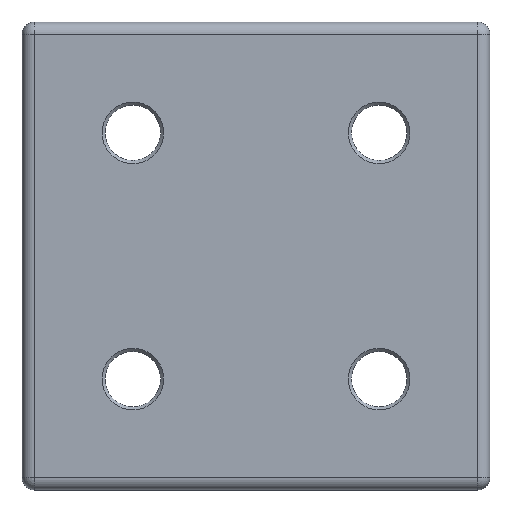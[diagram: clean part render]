
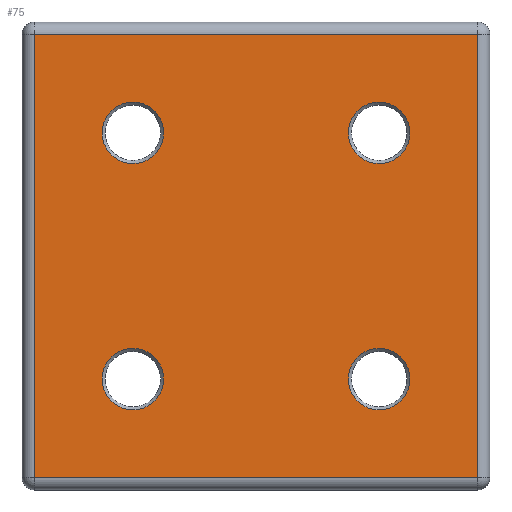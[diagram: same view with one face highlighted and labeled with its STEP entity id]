
A CAD part, top view. The second image highlights one B-rep face of the part: STEP entity #75.
In plain terms, the highlighted planar face has unit normal (0, 0, 1).
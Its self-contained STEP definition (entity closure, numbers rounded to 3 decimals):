
#75 = ADVANCED_FACE( '', ( #106, #107, #108, #109, #110 ), #111, .T. );
#106 = FACE_BOUND( '', #186, .T. );
#107 = FACE_BOUND( '', #187, .T. );
#108 = FACE_BOUND( '', #188, .T. );
#109 = FACE_BOUND( '', #189, .T. );
#110 = FACE_OUTER_BOUND( '', #190, .T. );
#111 = PLANE( '', #191 );
#186 = EDGE_LOOP( '', ( #266 ) );
#187 = EDGE_LOOP( '', ( #267 ) );
#188 = EDGE_LOOP( '', ( #268 ) );
#189 = EDGE_LOOP( '', ( #269 ) );
#190 = EDGE_LOOP( '', ( #270, #271, #272, #273 ) );
#191 = AXIS2_PLACEMENT_3D( '', #274, #275, #276 );
#266 = ORIENTED_EDGE( '', *, *, #460, .T. );
#267 = ORIENTED_EDGE( '', *, *, #461, .F. );
#268 = ORIENTED_EDGE( '', *, *, #462, .T. );
#269 = ORIENTED_EDGE( '', *, *, #463, .F. );
#270 = ORIENTED_EDGE( '', *, *, #464, .T. );
#271 = ORIENTED_EDGE( '', *, *, #465, .T. );
#272 = ORIENTED_EDGE( '', *, *, #466, .T. );
#273 = ORIENTED_EDGE( '', *, *, #467, .T. );
#274 = CARTESIAN_POINT( '', ( -36., 36., 6. ) );
#275 = DIRECTION( '', ( 0., 0., 1. ) );
#276 = DIRECTION( '', ( 1., 0., 0. ) );
#460 = EDGE_CURVE( '', #512, #512, #513, .T. );
#461 = EDGE_CURVE( '', #514, #514, #515, .T. );
#462 = EDGE_CURVE( '', #516, #516, #517, .T. );
#463 = EDGE_CURVE( '', #518, #518, #519, .T. );
#464 = EDGE_CURVE( '', #520, #521, #522, .T. );
#465 = EDGE_CURVE( '', #521, #523, #524, .T. );
#466 = EDGE_CURVE( '', #523, #525, #526, .T. );
#467 = EDGE_CURVE( '', #525, #520, #527, .T. );
#512 = VERTEX_POINT( '', #600 );
#513 = CIRCLE( '', #601, 5. );
#514 = VERTEX_POINT( '', #602 );
#515 = CIRCLE( '', #603, 5. );
#516 = VERTEX_POINT( '', #604 );
#517 = CIRCLE( '', #605, 5. );
#518 = VERTEX_POINT( '', #606 );
#519 = CIRCLE( '', #607, 5. );
#520 = VERTEX_POINT( '', #608 );
#521 = VERTEX_POINT( '', #609 );
#522 = LINE( '', #610, #611 );
#523 = VERTEX_POINT( '', #612 );
#524 = LINE( '', #613, #614 );
#525 = VERTEX_POINT( '', #615 );
#526 = LINE( '', #616, #617 );
#527 = LINE( '', #618, #619 );
#600 = CARTESIAN_POINT( '', ( -25., -20., 6. ) );
#601 = AXIS2_PLACEMENT_3D( '', #708, #709, #710 );
#602 = CARTESIAN_POINT( '', ( 25., -20., 6. ) );
#603 = AXIS2_PLACEMENT_3D( '', #711, #712, #713 );
#604 = CARTESIAN_POINT( '', ( -25., 20., 6. ) );
#605 = AXIS2_PLACEMENT_3D( '', #714, #715, #716 );
#606 = CARTESIAN_POINT( '', ( 25., 20., 6. ) );
#607 = AXIS2_PLACEMENT_3D( '', #717, #718, #719 );
#608 = CARTESIAN_POINT( '', ( 36., 36., 6. ) );
#609 = CARTESIAN_POINT( '', ( -36., 36., 6. ) );
#610 = CARTESIAN_POINT( '', ( -36., 36., 6. ) );
#611 = VECTOR( '', #720, 1000. );
#612 = CARTESIAN_POINT( '', ( -36., -36., 6. ) );
#613 = CARTESIAN_POINT( '', ( -36., -36., 6. ) );
#614 = VECTOR( '', #721, 1000. );
#615 = CARTESIAN_POINT( '', ( 36., -36., 6. ) );
#616 = CARTESIAN_POINT( '', ( 36., -36., 6. ) );
#617 = VECTOR( '', #722, 1000. );
#618 = CARTESIAN_POINT( '', ( 36., 36., 6. ) );
#619 = VECTOR( '', #723, 1000. );
#708 = CARTESIAN_POINT( '', ( -20., -20., 6. ) );
#709 = DIRECTION( '', ( 0., 0., -1. ) );
#710 = DIRECTION( '', ( -1., 0., 0. ) );
#711 = CARTESIAN_POINT( '', ( 20., -20., 6. ) );
#712 = DIRECTION( '', ( 0., 0., 1. ) );
#713 = DIRECTION( '', ( 1., 0., 0. ) );
#714 = CARTESIAN_POINT( '', ( -20., 20., 6. ) );
#715 = DIRECTION( '', ( 0., 0., -1. ) );
#716 = DIRECTION( '', ( -1., 0., 0. ) );
#717 = CARTESIAN_POINT( '', ( 20., 20., 6. ) );
#718 = DIRECTION( '', ( 0., 0., 1. ) );
#719 = DIRECTION( '', ( 1., 0., 0. ) );
#720 = DIRECTION( '', ( -1., 0., 0. ) );
#721 = DIRECTION( '', ( 0., -1., 0. ) );
#722 = DIRECTION( '', ( 1., 0., 0. ) );
#723 = DIRECTION( '', ( 0., 1., 0. ) );
